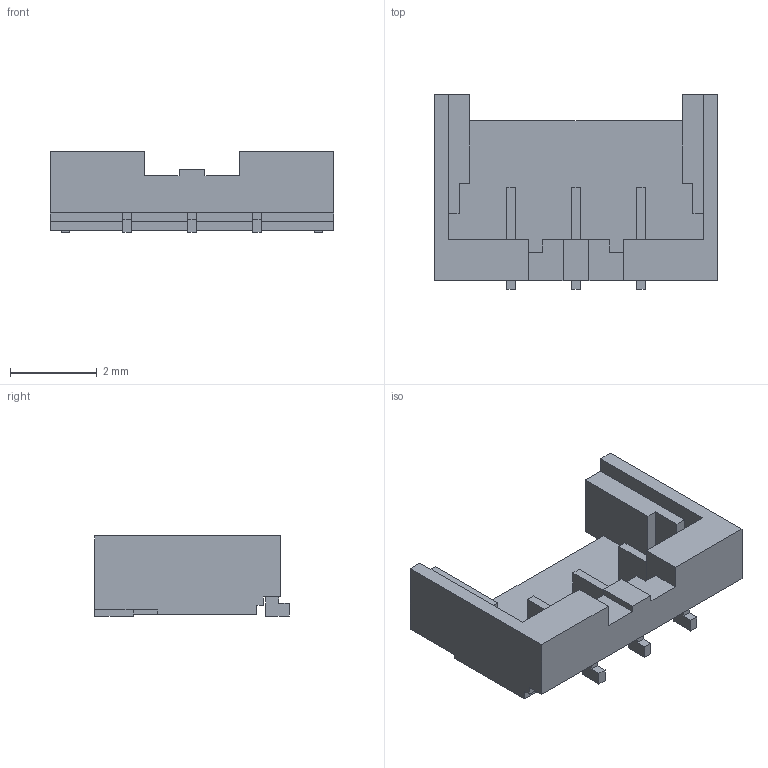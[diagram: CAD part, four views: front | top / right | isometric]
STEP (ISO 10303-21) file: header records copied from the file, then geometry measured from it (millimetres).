
FILE_DESCRIPTION(('FreeCAD Model'),'2;1');
FILE_NAME('tmp_JST_AUH_BM03B-AUHKS-GA-TB.STEP','2016-03-19T21:01:43',('Author'),('' ),'Open CASCADE STEP processor 6.8','FreeCAD','Unknown');
FILE_SCHEMA(('AUTOMOTIVE_DESIGN_CC2 { 1 2 10303 214 -1 1 5 4 }'));
Length unit declared in the file: millimetre
Products named in the file (1): BM03B-AUHKS-GA_(LF)(SN)
Bounding box: 6.55 x 4.5 x 1.85 mm (x, y, z)
Volume: 19.5 mm3; surface area: 113.3 mm2
Topology: 1 solids, 1 shells, 87 faces, 246 edges, 164 vertices
Faces by surface type: plane 87
Entity records: 6580 total; most frequent: CARTESIAN_POINT 990, DIRECTION 914, LINE 738, VECTOR 738, ORIENTED_EDGE 492, PCURVE 492, DEFINITIONAL_REPRESENTATION 492, EDGE_CURVE 246
